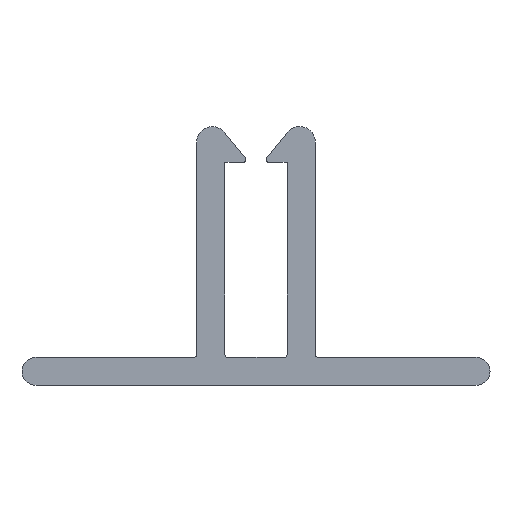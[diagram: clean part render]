
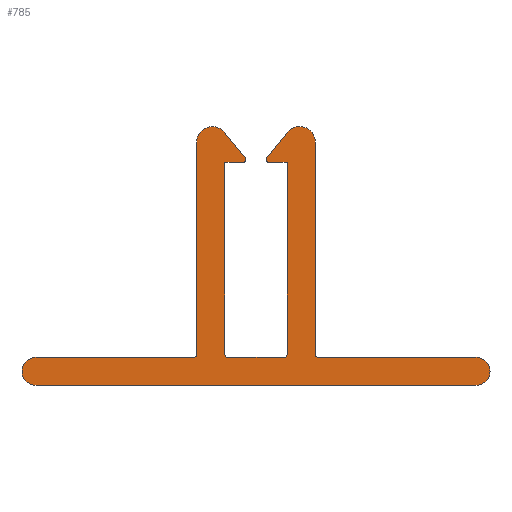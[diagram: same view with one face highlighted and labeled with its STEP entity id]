
A CAD part, front view. The second image highlights one B-rep face of the part: STEP entity #785.
In plain terms, the highlighted planar face has unit normal (0, -1, 0).
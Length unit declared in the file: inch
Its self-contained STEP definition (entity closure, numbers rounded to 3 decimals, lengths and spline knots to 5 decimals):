
#35=CARTESIAN_POINT('',(3.20526,5.19352,0.27502));
#36=VERTEX_POINT('',#35);
#43=CARTESIAN_POINT('',(3.19756,5.19352,0.2914));
#44=VERTEX_POINT('',#43);
#45=CARTESIAN_POINT('',(3.20526,5.19352,0.28502));
#46=DIRECTION('',(0.,-1.,0.));
#47=DIRECTION('',(1.,0.,0.));
#48=AXIS2_PLACEMENT_3D('',#45,#46,#47);
#49=CIRCLE('',#48,0.01);
#50=EDGE_CURVE('',#44,#36,#49,.T.);
#74=CARTESIAN_POINT('',(3.26276,5.19352,0.27502));
#75=VERTEX_POINT('',#74);
#82=CARTESIAN_POINT('',(3.20526,5.19352,0.27502));
#83=DIRECTION('',(1.,0.,0.));
#84=VECTOR('',#83,1.);
#85=LINE('',#82,#84);
#86=EDGE_CURVE('',#36,#75,#85,.T.);
#105=CARTESIAN_POINT('',(3.26276,5.19352,-0.33998));
#106=VERTEX_POINT('',#105);
#113=CARTESIAN_POINT('',(3.26276,5.19352,-0.33998));
#114=DIRECTION('',(0.,0.,1.));
#115=VECTOR('',#114,1.);
#116=LINE('',#113,#115);
#117=EDGE_CURVE('',#106,#75,#116,.T.);
#137=CARTESIAN_POINT('',(3.25276,5.19352,-0.34998));
#138=VERTEX_POINT('',#137);
#145=CARTESIAN_POINT('',(3.25276,5.19352,-0.33998));
#146=DIRECTION('',(0.,-1.,0.));
#147=DIRECTION('',(1.,0.,0.));
#148=AXIS2_PLACEMENT_3D('',#145,#146,#147);
#149=CIRCLE('',#148,0.01);
#150=EDGE_CURVE('',#138,#106,#149,.T.);
#169=CARTESIAN_POINT('',(3.07276,5.19352,-0.34998));
#170=VERTEX_POINT('',#169);
#177=CARTESIAN_POINT('',(3.07276,5.19352,-0.34998));
#178=DIRECTION('',(1.,0.,0.));
#179=VECTOR('',#178,1.);
#180=LINE('',#177,#179);
#181=EDGE_CURVE('',#170,#138,#180,.T.);
#201=CARTESIAN_POINT('',(3.06276,5.19352,-0.33998));
#202=VERTEX_POINT('',#201);
#209=CARTESIAN_POINT('',(3.07276,5.19352,-0.33998));
#210=DIRECTION('',(0.,-1.,0.));
#211=DIRECTION('',(1.,0.,0.));
#212=AXIS2_PLACEMENT_3D('',#209,#210,#211);
#213=CIRCLE('',#212,0.01);
#214=EDGE_CURVE('',#202,#170,#213,.T.);
#233=CARTESIAN_POINT('',(3.06276,5.19352,0.27502));
#234=VERTEX_POINT('',#233);
#241=CARTESIAN_POINT('',(3.06276,5.19352,-0.33998));
#242=DIRECTION('',(0.,0.,1.));
#243=VECTOR('',#242,1.);
#244=LINE('',#241,#243);
#245=EDGE_CURVE('',#202,#234,#244,.T.);
#264=CARTESIAN_POINT('',(3.12026,5.19352,0.27502));
#265=VERTEX_POINT('',#264);
#272=CARTESIAN_POINT('',(3.06276,5.19352,0.27502));
#273=DIRECTION('',(1.,0.,0.));
#274=VECTOR('',#273,1.);
#275=LINE('',#272,#274);
#276=EDGE_CURVE('',#234,#265,#275,.T.);
#296=CARTESIAN_POINT('',(3.12796,5.19352,0.2914));
#297=VERTEX_POINT('',#296);
#304=CARTESIAN_POINT('',(3.12026,5.19352,0.28502));
#305=DIRECTION('',(0.,-1.,0.));
#306=DIRECTION('',(1.,0.,0.));
#307=AXIS2_PLACEMENT_3D('',#304,#305,#306);
#308=CIRCLE('',#307,0.01);
#309=EDGE_CURVE('',#265,#297,#308,.T.);
#328=CARTESIAN_POINT('',(3.06126,5.19352,0.37189));
#329=VERTEX_POINT('',#328);
#336=CARTESIAN_POINT('',(3.06126,5.19352,0.37189));
#337=DIRECTION('',(0.638,0.,-0.77));
#338=VECTOR('',#337,1.);
#339=LINE('',#336,#338);
#340=EDGE_CURVE('',#329,#297,#339,.T.);
#360=CARTESIAN_POINT('',(2.97276,5.19352,0.33998));
#361=VERTEX_POINT('',#360);
#368=CARTESIAN_POINT('',(3.02276,5.19352,0.33998));
#369=DIRECTION('',(0.,-1.,0.));
#370=DIRECTION('',(1.,0.,0.));
#371=AXIS2_PLACEMENT_3D('',#368,#369,#370);
#372=CIRCLE('',#371,0.05);
#373=EDGE_CURVE('',#329,#361,#372,.T.);
#392=CARTESIAN_POINT('',(2.97276,5.19352,-0.33998));
#393=VERTEX_POINT('',#392);
#400=CARTESIAN_POINT('',(2.97276,5.19352,-0.33998));
#401=DIRECTION('',(0.,0.,1.));
#402=VECTOR('',#401,1.);
#403=LINE('',#400,#402);
#404=EDGE_CURVE('',#393,#361,#403,.T.);
#424=CARTESIAN_POINT('',(2.96276,5.19352,-0.34998));
#425=VERTEX_POINT('',#424);
#432=CARTESIAN_POINT('',(2.96276,5.19352,-0.33998));
#433=DIRECTION('',(0.,-1.,0.));
#434=DIRECTION('',(1.,0.,0.));
#435=AXIS2_PLACEMENT_3D('',#432,#433,#434);
#436=CIRCLE('',#435,0.01);
#437=EDGE_CURVE('',#425,#393,#436,.T.);
#456=CARTESIAN_POINT('',(2.45776,5.19352,-0.34998));
#457=VERTEX_POINT('',#456);
#464=CARTESIAN_POINT('',(2.45776,5.19352,-0.34998));
#465=DIRECTION('',(1.,0.,0.));
#466=VECTOR('',#465,1.);
#467=LINE('',#464,#466);
#468=EDGE_CURVE('',#457,#425,#467,.T.);
#488=CARTESIAN_POINT('',(2.45776,5.19352,-0.43998));
#489=VERTEX_POINT('',#488);
#496=CARTESIAN_POINT('',(2.45776,5.19352,-0.39498));
#497=DIRECTION('',(0.,-1.,0.));
#498=DIRECTION('',(1.,0.,0.));
#499=AXIS2_PLACEMENT_3D('',#496,#497,#498);
#500=CIRCLE('',#499,0.045);
#501=EDGE_CURVE('',#457,#489,#500,.T.);
#520=CARTESIAN_POINT('',(3.86776,5.19352,-0.43998));
#521=VERTEX_POINT('',#520);
#528=CARTESIAN_POINT('',(2.45776,5.19352,-0.43998));
#529=DIRECTION('',(1.,0.,0.));
#530=VECTOR('',#529,1.);
#531=LINE('',#528,#530);
#532=EDGE_CURVE('',#489,#521,#531,.T.);
#552=CARTESIAN_POINT('',(3.86776,5.19352,-0.34998));
#553=VERTEX_POINT('',#552);
#560=CARTESIAN_POINT('',(3.86776,5.19352,-0.39498));
#561=DIRECTION('',(0.,-1.,0.));
#562=DIRECTION('',(1.,0.,0.));
#563=AXIS2_PLACEMENT_3D('',#560,#561,#562);
#564=CIRCLE('',#563,0.045);
#565=EDGE_CURVE('',#521,#553,#564,.T.);
#584=CARTESIAN_POINT('',(3.36276,5.19352,-0.34998));
#585=VERTEX_POINT('',#584);
#592=CARTESIAN_POINT('',(3.36276,5.19352,-0.34998));
#593=DIRECTION('',(1.,0.,0.));
#594=VECTOR('',#593,1.);
#595=LINE('',#592,#594);
#596=EDGE_CURVE('',#585,#553,#595,.T.);
#616=CARTESIAN_POINT('',(3.35276,5.19352,-0.33998));
#617=VERTEX_POINT('',#616);
#624=CARTESIAN_POINT('',(3.36276,5.19352,-0.33998));
#625=DIRECTION('',(0.,-1.,0.));
#626=DIRECTION('',(1.,0.,0.));
#627=AXIS2_PLACEMENT_3D('',#624,#625,#626);
#628=CIRCLE('',#627,0.01);
#629=EDGE_CURVE('',#617,#585,#628,.T.);
#648=CARTESIAN_POINT('',(3.35276,5.19352,0.33998));
#649=VERTEX_POINT('',#648);
#656=CARTESIAN_POINT('',(3.35276,5.19352,-0.33998));
#657=DIRECTION('',(0.,0.,1.));
#658=VECTOR('',#657,1.);
#659=LINE('',#656,#658);
#660=EDGE_CURVE('',#617,#649,#659,.T.);
#680=CARTESIAN_POINT('',(3.26407,5.19352,0.37165));
#681=VERTEX_POINT('',#680);
#688=CARTESIAN_POINT('',(3.30276,5.19352,0.33998));
#689=DIRECTION('',(0.,-1.,0.));
#690=DIRECTION('',(1.,0.,0.));
#691=AXIS2_PLACEMENT_3D('',#688,#689,#690);
#692=CIRCLE('',#691,0.05);
#693=EDGE_CURVE('',#649,#681,#692,.T.);
#711=CARTESIAN_POINT('',(3.19756,5.19352,0.2914));
#712=DIRECTION('',(0.638,0.,0.77));
#713=VECTOR('',#712,1.);
#714=LINE('',#711,#713);
#715=EDGE_CURVE('',#44,#681,#714,.T.);
#756=ORIENTED_EDGE('',*,*,#715,.F.);
#757=ORIENTED_EDGE('',*,*,#50,.T.);
#758=ORIENTED_EDGE('',*,*,#86,.T.);
#759=ORIENTED_EDGE('',*,*,#117,.F.);
#760=ORIENTED_EDGE('',*,*,#150,.F.);
#761=ORIENTED_EDGE('',*,*,#181,.F.);
#762=ORIENTED_EDGE('',*,*,#214,.F.);
#763=ORIENTED_EDGE('',*,*,#245,.T.);
#764=ORIENTED_EDGE('',*,*,#276,.T.);
#765=ORIENTED_EDGE('',*,*,#309,.T.);
#766=ORIENTED_EDGE('',*,*,#340,.F.);
#767=ORIENTED_EDGE('',*,*,#373,.T.);
#768=ORIENTED_EDGE('',*,*,#404,.F.);
#769=ORIENTED_EDGE('',*,*,#437,.F.);
#770=ORIENTED_EDGE('',*,*,#468,.F.);
#771=ORIENTED_EDGE('',*,*,#501,.T.);
#772=ORIENTED_EDGE('',*,*,#532,.T.);
#773=ORIENTED_EDGE('',*,*,#565,.T.);
#774=ORIENTED_EDGE('',*,*,#596,.F.);
#775=ORIENTED_EDGE('',*,*,#629,.F.);
#776=ORIENTED_EDGE('',*,*,#660,.T.);
#777=ORIENTED_EDGE('',*,*,#693,.T.);
#778=EDGE_LOOP('',(#756,#757,#758,#759,#760,#761,#762,#763,#764,#765,#766,#767,#768,#769,#770,#771,#772,#773,#774,#775,#776,#777));
#779=FACE_OUTER_BOUND('',#778,.T.);
#780=CARTESIAN_POINT('',(3.21833,5.19352,0.31646));
#781=DIRECTION('',(0.,-1.,0.));
#782=DIRECTION('',(1.,0.,0.));
#783=AXIS2_PLACEMENT_3D('',#780,#781,#782);
#784=PLANE('',#783);
#785=ADVANCED_FACE('',(#779),#784,.T.);
